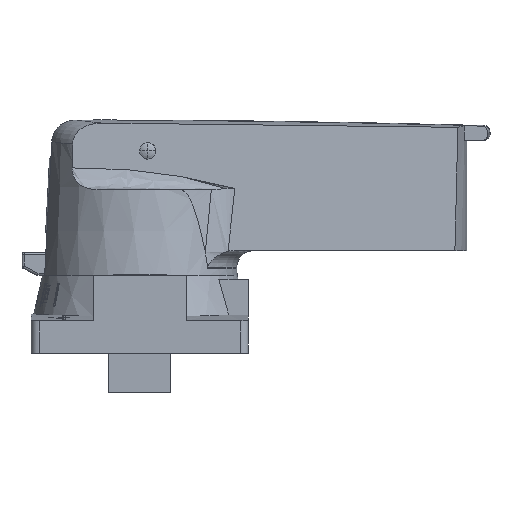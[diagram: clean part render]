
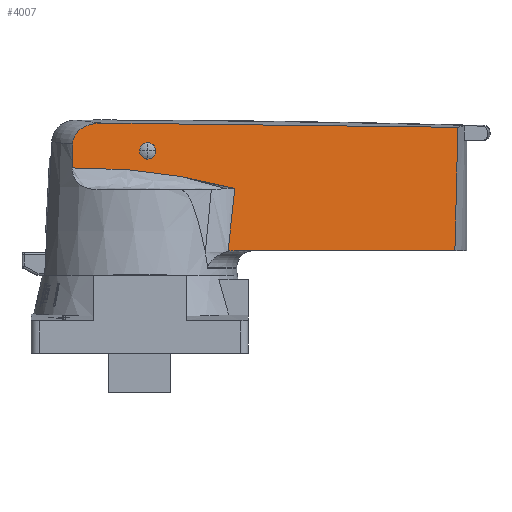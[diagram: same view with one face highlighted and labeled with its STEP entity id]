
A CAD part, front view. The second image highlights one B-rep face of the part: STEP entity #4007.
In plain terms, the highlighted planar face has unit normal (0.02, -0.998, 0.061).
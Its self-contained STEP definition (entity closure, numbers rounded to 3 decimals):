
#4007=ADVANCED_FACE('',(#10573,#10574),#10575,.T.);
#4367=VERTEX_POINT('',#11005);
#4371=VERTEX_POINT('',#11009);
#4373=EDGE_CURVE('',#4367,#4371,#11011,.T.);
#8709=VERTEX_POINT('',#15347);
#8713=EDGE_CURVE('',#4367,#8709,#15351,.T.);
#8715=VERTEX_POINT('',#15353);
#8717=EDGE_CURVE('',#8709,#8715,#15355,.T.);
#8719=VERTEX_POINT('',#15357);
#8721=EDGE_CURVE('',#8715,#8719,#15359,.F.);
#8723=VERTEX_POINT('',#15361);
#8725=EDGE_CURVE('',#8723,#8719,#15363,.T.);
#8727=VERTEX_POINT('',#15365);
#8729=EDGE_CURVE('',#8723,#8727,#15367,.T.);
#8731=VERTEX_POINT('',#15369);
#8733=EDGE_CURVE('',#8731,#8727,#15371,.F.);
#8735=EDGE_CURVE('',#8731,#4371,#15373,.F.);
#8737=VERTEX_POINT('',#15375);
#8739=VERTEX_POINT('',#15377);
#8741=EDGE_CURVE('',#8737,#8739,#15379,.T.);
#8743=EDGE_CURVE('',#8739,#8737,#15381,.T.);
#10573=FACE_OUTER_BOUND('',#18475,.T.);
#10574=FACE_BOUND('',#18476,.T.);
#10575=PLANE('',#18477);
#11005=CARTESIAN_POINT('',(6.469,14.493,28.818));
#11009=CARTESIAN_POINT('',(6.515,14.683,31.9));
#11011=ELLIPSE('',#20665,315.036,9.908);
#15347=CARTESIAN_POINT('',(27.353,14.745,26.183));
#15351=(B_SPLINE_CURVE(3,(#28165,#28166,#28167,#28168,#28169,#28170,#28171,#28172,#28173,#28174,#28175,#28176,#28177,#28178,#28179,#28180,#28181,#28182,#28183,#28184,#28185,#28186,#28187,#28188,#28189,#28190,#28191,#28192,#28193,#28194,#28195,#28196,#28197,#28198),.UNSPECIFIED.,.F.,.F.)B_SPLINE_CURVE_WITH_KNOTS((4,1,1,1,1,1,1,1,1,1,1,1,1,1,1,1,1,1,1,1,1,1,1,1,1,1,1,1,1,1,1,4),(0.005,0.031,0.062,0.093,0.125,0.156,0.187,0.218,0.249,0.281,0.312,0.344,0.375,0.407,0.439,0.47,0.502,0.534,0.567,0.599,0.631,0.664,0.697,0.73,0.763,0.796,0.83,0.864,0.897,0.932,0.966,0.968),.UNSPECIFIED.)RATIONAL_B_SPLINE_CURVE((1.169,1.169,1.169,1.169,1.169,1.169,1.169,1.169,1.169,1.169,1.169,1.169,1.169,1.169,1.169,1.169,1.169,1.169,1.169,1.169,1.169,1.169,1.169,1.169,1.169,1.169,1.169,1.169,1.169,1.169,1.169,1.169,1.169,1.169))BOUNDED_CURVE()REPRESENTATION_ITEM('')GEOMETRIC_REPRESENTATION_ITEM()CURVE());
#15353=CARTESIAN_POINT('',(26.483,14.234,18.101));
#15355=B_SPLINE_CURVE_WITH_KNOTS('',3,(#28209,#28210,#28211,#28212,#28213,#28214),.UNSPECIFIED.,.F.,.F.,(4,1,1,4),(0.0,0.333,0.667,1.0),.UNSPECIFIED.);
#15357=CARTESIAN_POINT('',(27.295,14.256,18.2));
#15359=B_SPLINE_CURVE_WITH_KNOTS('',3,(#28219,#28220,#28221,#28222,#28223,#28224),.UNSPECIFIED.,.F.,.F.,(4,2,4),(3.538,4.078,4.305),.UNSPECIFIED.);
#15361=CARTESIAN_POINT('',(55.636,14.817,18.2));
#15363=LINE('',#28229,#28230);
#15365=CARTESIAN_POINT('',(56.01,15.793,34.038));
#15367=ELLIPSE('',#28235,327.672,20.0);
#15369=CARTESIAN_POINT('',(10.402,14.924,34.579));
#15371=B_SPLINE_CURVE_WITH_KNOTS('',3,(#28240,#28241,#28242,#28243,#28244,#28245),.UNSPECIFIED.,.F.,.F.,(4,2,4),(542.045,572.89,584.26),.UNSPECIFIED.);
#15373=B_SPLINE_CURVE_WITH_KNOTS('',3,(#28248,#28249,#28250,#28251,#28252,#28253,#28254,#28255,#28256,#28257,#28258,#28259,#28260,#28261,#28262,#28263),.UNSPECIFIED.,.F.,.F.,(4,3,3,3,3,4),(0.,0.213,0.436,0.705,0.974,1.),.UNSPECIFIED.);
#15375=CARTESIAN_POINT('',(16.15,14.754,29.95));
#15377=CARTESIAN_POINT('',(16.15,14.883,32.05));
#15379=ELLIPSE('',#28270,1.052,1.05);
#15381=ELLIPSE('',#28273,1.052,1.05);
#18475=EDGE_LOOP('',(#33577,#33578,#33579,#33580,#33581,#33582,#33583,#33584));
#18476=EDGE_LOOP('',(#33585,#33586));
#18477=AXIS2_PLACEMENT_3D('',#33587,#33588,#33589);
#20665=AXIS2_PLACEMENT_3D('',#34240,#34241,#34242);
#28165=CARTESIAN_POINT('',(6.469,14.493,28.818));
#28166=CARTESIAN_POINT('',(6.659,14.497,28.821));
#28167=CARTESIAN_POINT('',(7.077,14.506,28.827));
#28168=CARTESIAN_POINT('',(7.724,14.519,28.83));
#28169=CARTESIAN_POINT('',(8.41,14.532,28.827));
#28170=CARTESIAN_POINT('',(9.096,14.545,28.817));
#28171=CARTESIAN_POINT('',(9.783,14.558,28.801));
#28172=CARTESIAN_POINT('',(10.469,14.57,28.778));
#28173=CARTESIAN_POINT('',(11.156,14.582,28.749));
#28174=CARTESIAN_POINT('',(11.844,14.593,28.713));
#28175=CARTESIAN_POINT('',(12.532,14.604,28.671));
#28176=CARTESIAN_POINT('',(13.221,14.615,28.623));
#28177=CARTESIAN_POINT('',(13.91,14.625,28.567));
#28178=CARTESIAN_POINT('',(14.601,14.635,28.505));
#28179=CARTESIAN_POINT('',(15.293,14.645,28.437));
#28180=CARTESIAN_POINT('',(15.986,14.654,28.361));
#28181=CARTESIAN_POINT('',(16.68,14.662,28.279));
#28182=CARTESIAN_POINT('',(17.375,14.671,28.19));
#28183=CARTESIAN_POINT('',(18.073,14.679,28.095));
#28184=CARTESIAN_POINT('',(18.771,14.686,27.992));
#28185=CARTESIAN_POINT('',(19.472,14.693,27.882));
#28186=CARTESIAN_POINT('',(20.174,14.7,27.766));
#28187=CARTESIAN_POINT('',(20.878,14.707,27.642));
#28188=CARTESIAN_POINT('',(21.584,14.713,27.511));
#28189=CARTESIAN_POINT('',(22.292,14.718,27.373));
#28190=CARTESIAN_POINT('',(23.002,14.723,27.227));
#28191=CARTESIAN_POINT('',(23.715,14.728,27.074));
#28192=CARTESIAN_POINT('',(24.429,14.732,26.913));
#28193=CARTESIAN_POINT('',(25.146,14.736,26.745));
#28194=CARTESIAN_POINT('',(25.863,14.74,26.57));
#28195=CARTESIAN_POINT('',(26.582,14.743,26.388));
#28196=CARTESIAN_POINT('',(27.078,14.745,26.257));
#28197=CARTESIAN_POINT('',(27.335,14.745,26.187));
#28198=CARTESIAN_POINT('',(27.353,14.745,26.183));
#28209=CARTESIAN_POINT('',(27.353,14.745,26.183));
#28210=CARTESIAN_POINT('',(27.256,14.687,25.265));
#28211=CARTESIAN_POINT('',(27.063,14.572,23.443));
#28212=CARTESIAN_POINT('',(26.772,14.402,20.747));
#28213=CARTESIAN_POINT('',(26.579,14.29,18.978));
#28214=CARTESIAN_POINT('',(26.483,14.234,18.101));
#28219=CARTESIAN_POINT('',(27.295,14.256,18.2));
#28220=CARTESIAN_POINT('',(27.115,14.253,18.2));
#28221=CARTESIAN_POINT('',(26.918,14.248,18.184));
#28222=CARTESIAN_POINT('',(26.643,14.239,18.137));
#28223=CARTESIAN_POINT('',(26.562,14.237,18.12));
#28224=CARTESIAN_POINT('',(26.483,14.234,18.101));
#28229=CARTESIAN_POINT('',(14.817,14.009,18.2));
#28230=VECTOR('',#36378,1.0);
#28235=AXIS2_PLACEMENT_3D('',#36379,#36380,#36381);
#28240=CARTESIAN_POINT('',(56.01,15.793,34.038));
#28241=CARTESIAN_POINT('',(44.887,15.589,34.299));
#28242=CARTESIAN_POINT('',(33.773,15.379,34.465));
#28243=CARTESIAN_POINT('',(18.58,15.084,34.564));
#28244=CARTESIAN_POINT('',(14.49,15.004,34.578));
#28245=CARTESIAN_POINT('',(10.402,14.924,34.579));
#28248=CARTESIAN_POINT('',(6.515,14.683,31.9));
#28249=CARTESIAN_POINT('',(6.521,14.706,32.272));
#28250=CARTESIAN_POINT('',(6.621,14.73,32.642));
#28251=CARTESIAN_POINT('',(6.801,14.754,32.968));
#28252=CARTESIAN_POINT('',(6.99,14.778,33.31));
#28253=CARTESIAN_POINT('',(7.264,14.802,33.602));
#28254=CARTESIAN_POINT('',(7.581,14.822,33.83));
#28255=CARTESIAN_POINT('',(7.963,14.846,34.106));
#28256=CARTESIAN_POINT('',(8.407,14.866,34.291));
#28257=CARTESIAN_POINT('',(8.864,14.883,34.407));
#28258=CARTESIAN_POINT('',(9.321,14.899,34.522));
#28259=CARTESIAN_POINT('',(9.793,14.911,34.57));
#28260=CARTESIAN_POINT('',(10.263,14.921,34.578));
#28261=CARTESIAN_POINT('',(10.309,14.922,34.579));
#28262=CARTESIAN_POINT('',(10.356,14.923,34.579));
#28263=CARTESIAN_POINT('',(10.402,14.924,34.579));
#28270=AXIS2_PLACEMENT_3D('',#36382,#36383,#36384);
#28273=AXIS2_PLACEMENT_3D('',#36385,#36386,#36387);
#33577=ORIENTED_EDGE('',*,*,#8717,.T.);
#33578=ORIENTED_EDGE('',*,*,#8721,.T.);
#33579=ORIENTED_EDGE('',*,*,#8725,.F.);
#33580=ORIENTED_EDGE('',*,*,#8729,.T.);
#33581=ORIENTED_EDGE('',*,*,#8733,.F.);
#33582=ORIENTED_EDGE('',*,*,#8735,.T.);
#33583=ORIENTED_EDGE('',*,*,#4373,.F.);
#33584=ORIENTED_EDGE('',*,*,#8713,.T.);
#33585=ORIENTED_EDGE('',*,*,#8741,.F.);
#33586=ORIENTED_EDGE('',*,*,#8743,.F.);
#33587=CARTESIAN_POINT('',(14.321,13.804,15.0));
#33588=DIRECTION('',(0.02,-0.998,0.061));
#33589=DIRECTION('',(0.,0.061,0.998));
#34240=CARTESIAN_POINT('',(15.476,5.974,-113.392));
#34241=DIRECTION('',(-0.02,0.998,-0.061));
#34242=DIRECTION('',(0.001,-0.061,-0.998));
#36378=DIRECTION('',(-1.,-0.02,-0.0));
#36379=CARTESIAN_POINT('',(37.15,22.45,148.981));
#36380=DIRECTION('',(0.02,-0.998,0.061));
#36381=DIRECTION('',(0.001,-0.061,-0.998));
#36382=CARTESIAN_POINT('',(16.15,14.818,31.0));
#36383=DIRECTION('',(0.02,-0.998,0.061));
#36384=DIRECTION('',(-0.307,-0.064,-0.949));
#36385=CARTESIAN_POINT('',(16.15,14.818,31.0));
#36386=DIRECTION('',(0.02,-0.998,0.061));
#36387=DIRECTION('',(-0.307,-0.064,-0.949));
